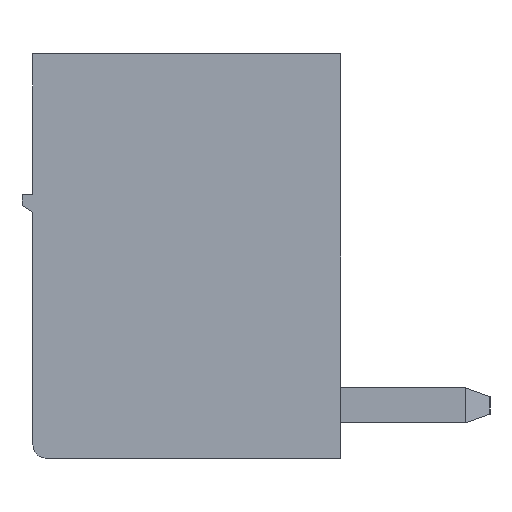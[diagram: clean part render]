
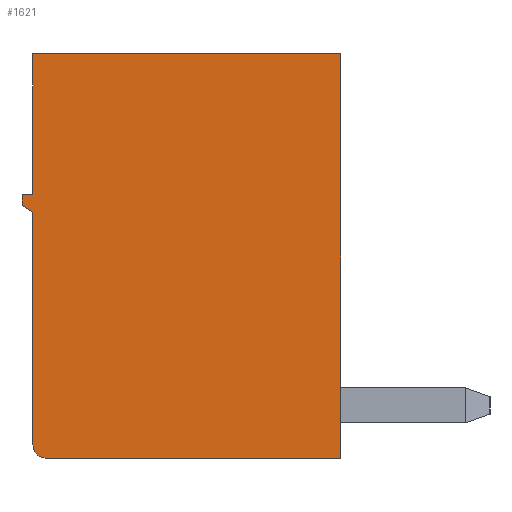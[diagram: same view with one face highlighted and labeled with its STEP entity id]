
A CAD part, left-side view. The second image highlights one B-rep face of the part: STEP entity #1621.
In plain terms, the highlighted planar face has unit normal (-1, 0, 0).
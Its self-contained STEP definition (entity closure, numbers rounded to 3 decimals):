
#1621 = ADVANCED_FACE( '', ( #3532 ), #3533, .F. );
#3532 = FACE_OUTER_BOUND( '', #5702, .T. );
#3533 = PLANE( '', #5703 );
#5702 = EDGE_LOOP( '', ( #10611, #10612, #10613, #10614, #10615, #10616, #10617, #10618, #10619 ) );
#5703 = AXIS2_PLACEMENT_3D( '', #10620, #10621, #10622 );
#10611 = ORIENTED_EDGE( '', *, *, #14953, .F. );
#10612 = ORIENTED_EDGE( '', *, *, #13408, .F. );
#10613 = ORIENTED_EDGE( '', *, *, #13604, .F. );
#10614 = ORIENTED_EDGE( '', *, *, #14954, .F. );
#10615 = ORIENTED_EDGE( '', *, *, #14650, .F. );
#10616 = ORIENTED_EDGE( '', *, *, #14606, .F. );
#10617 = ORIENTED_EDGE( '', *, *, #14328, .F. );
#10618 = ORIENTED_EDGE( '', *, *, #12913, .T. );
#10619 = ORIENTED_EDGE( '', *, *, #14033, .F. );
#10620 = CARTESIAN_POINT( '', ( -1034.527, -389.14, 0.933 ) );
#10621 = DIRECTION( '', ( 1., 0., 0. ) );
#10622 = DIRECTION( '', ( 0., 1., 0. ) );
#12913 = EDGE_CURVE( '', #15429, #15433, #15435, .T. );
#13408 = EDGE_CURVE( '', #16305, #16301, #16307, .T. );
#13604 = EDGE_CURVE( '', #16665, #16305, #16667, .T. );
#14033 = EDGE_CURVE( '', #17359, #15433, #17361, .T. );
#14328 = EDGE_CURVE( '', #15429, #17786, #17788, .T. );
#14606 = EDGE_CURVE( '', #17786, #18162, #18164, .T. );
#14650 = EDGE_CURVE( '', #18162, #18217, #18219, .T. );
#14953 = EDGE_CURVE( '', #16301, #17359, #18599, .T. );
#14954 = EDGE_CURVE( '', #18217, #16665, #18600, .T. );
#15429 = VERTEX_POINT( '', #19117 );
#15433 = VERTEX_POINT( '', #19122 );
#15435 = CIRCLE( '', #19125, 0.3 );
#16301 = VERTEX_POINT( '', #20368 );
#16305 = VERTEX_POINT( '', #20374 );
#16307 = LINE( '', #20377, #20378 );
#16665 = VERTEX_POINT( '', #20912 );
#16667 = LINE( '', #20915, #20916 );
#17359 = VERTEX_POINT( '', #21943 );
#17361 = LINE( '', #21946, #21947 );
#17786 = VERTEX_POINT( '', #22586 );
#17788 = LINE( '', #22589, #22590 );
#18162 = VERTEX_POINT( '', #23151 );
#18164 = LINE( '', #23154, #23155 );
#18217 = VERTEX_POINT( '', #23237 );
#18219 = LINE( '', #23240, #23241 );
#18599 = LINE( '', #23807, #23808 );
#18600 = LINE( '', #23809, #23810 );
#19117 = CARTESIAN_POINT( '', ( -1034.527, -389.14, -7.967 ) );
#19122 = CARTESIAN_POINT( '', ( -1034.527, -389.44, -8.267 ) );
#19125 = AXIS2_PLACEMENT_3D( '', #24505, #24506, #24507 );
#20368 = CARTESIAN_POINT( '', ( -1034.527, -396.14, 0.933 ) );
#20374 = CARTESIAN_POINT( '', ( -1034.527, -389.14, 0.933 ) );
#20377 = CARTESIAN_POINT( '', ( -1034.527, -396.14, 0.933 ) );
#20378 = VECTOR( '', #24948, 1000. );
#20912 = CARTESIAN_POINT( '', ( -1034.527, -389.14, -2.267 ) );
#20915 = CARTESIAN_POINT( '', ( -1034.527, -389.14, 0.933 ) );
#20916 = VECTOR( '', #25153, 1000. );
#21943 = CARTESIAN_POINT( '', ( -1034.527, -396.14, -8.267 ) );
#21946 = CARTESIAN_POINT( '', ( -1034.527, -389.44, -8.267 ) );
#21947 = VECTOR( '', #25544, 1000. );
#22586 = CARTESIAN_POINT( '', ( -1034.527, -389.14, -2.667 ) );
#22589 = CARTESIAN_POINT( '', ( -1034.527, -389.14, -2.667 ) );
#22590 = VECTOR( '', #25778, 1000. );
#23151 = CARTESIAN_POINT( '', ( -1034.527, -388.89, -2.517 ) );
#23154 = CARTESIAN_POINT( '', ( -1034.527, -388.89, -2.517 ) );
#23155 = VECTOR( '', #25994, 1000. );
#23237 = CARTESIAN_POINT( '', ( -1034.527, -388.89, -2.267 ) );
#23240 = CARTESIAN_POINT( '', ( -1034.527, -388.89, -2.267 ) );
#23241 = VECTOR( '', #26025, 1000. );
#23807 = CARTESIAN_POINT( '', ( -1034.527, -396.14, -8.267 ) );
#23808 = VECTOR( '', #26251, 1000. );
#23809 = CARTESIAN_POINT( '', ( -1034.527, -389.14, -2.267 ) );
#23810 = VECTOR( '', #26252, 1000. );
#24505 = CARTESIAN_POINT( '', ( -1034.527, -389.44, -7.967 ) );
#24506 = DIRECTION( '', ( -1., 0., 0. ) );
#24507 = DIRECTION( '', ( 0., 0., -1. ) );
#24948 = DIRECTION( '', ( 0., -1., 0. ) );
#25153 = DIRECTION( '', ( 0., 0., 1. ) );
#25544 = DIRECTION( '', ( 0., 1., 0. ) );
#25778 = DIRECTION( '', ( 0., 0., 1. ) );
#25994 = DIRECTION( '', ( 0., 0.857, 0.514 ) );
#26025 = DIRECTION( '', ( 0., 0., 1. ) );
#26251 = DIRECTION( '', ( 0., 0., -1. ) );
#26252 = DIRECTION( '', ( 0., -1., 0. ) );
